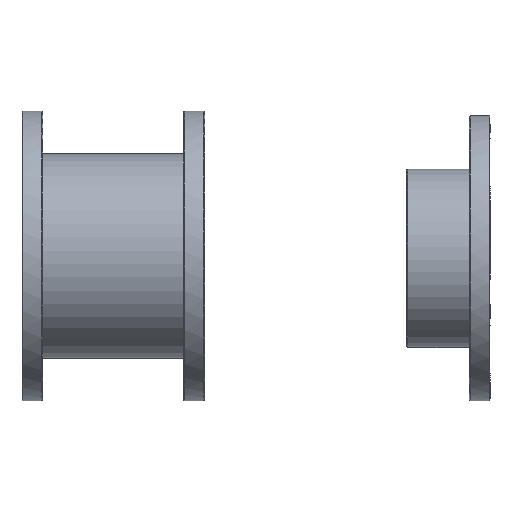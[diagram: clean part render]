
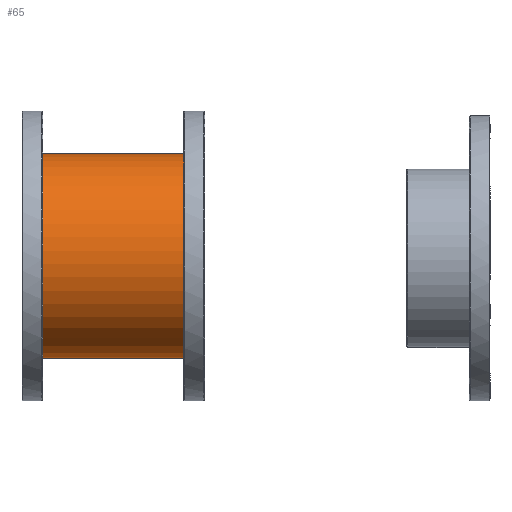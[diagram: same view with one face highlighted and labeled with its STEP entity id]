
A CAD part, top view. The second image highlights one B-rep face of the part: STEP entity #65.
In plain terms, the highlighted free-form (B-spline) face has degree [2, 1] with [5, 2] control points.
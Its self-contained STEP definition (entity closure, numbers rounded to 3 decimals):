
#65 = ADVANCED_FACE('',(#66),#102,.T.);
#66 = FACE_BOUND('',#67,.T.);
#67 = EDGE_LOOP('',(#68,#77,#87,#94));
#68 = ORIENTED_EDGE('',*,*,#69,.F.);
#69 = EDGE_CURVE('',#70,#72,#74,.T.);
#70 = VERTEX_POINT('',#71);
#71 = CARTESIAN_POINT('',(-203211.737,183974.475,
    22.343));
#72 = VERTEX_POINT('',#73);
#73 = CARTESIAN_POINT('',(-202756.851,183974.475,
    22.343));
#74 = B_SPLINE_CURVE_WITH_KNOTS('',1,(#75,#76),.UNSPECIFIED.,.F.,.F.,(2,
    2),(0.,431.8),.PIECEWISE_BEZIER_KNOTS.);
#75 = CARTESIAN_POINT('',(-203211.737,183974.475,
    22.343));
#76 = CARTESIAN_POINT('',(-202756.851,183974.475,
    22.343));
#77 = ORIENTED_EDGE('',*,*,#78,.F.);
#78 = EDGE_CURVE('',#79,#70,#81,.T.);
#79 = VERTEX_POINT('',#80);
#80 = CARTESIAN_POINT('',(-203211.737,183316.227,
    22.343));
#81 = ( BOUNDED_CURVE() B_SPLINE_CURVE(2,(#82,#83,#84,#85,#86),
.UNSPECIFIED.,.F.,.F.) B_SPLINE_CURVE_WITH_KNOTS((3,2,3),(3.142,
4.712,6.283),.PIECEWISE_BEZIER_KNOTS.) CURVE() 
GEOMETRIC_REPRESENTATION_ITEM() RATIONAL_B_SPLINE_CURVE((1.,
0.707,1.,0.707,1.)) REPRESENTATION_ITEM('') );
#82 = CARTESIAN_POINT('',(-203211.737,183316.227,
    22.343));
#83 = CARTESIAN_POINT('',(-203211.737,183316.227,
    351.467));
#84 = CARTESIAN_POINT('',(-203211.737,183645.351,
    351.467));
#85 = CARTESIAN_POINT('',(-203211.737,183974.475,
    351.467));
#86 = CARTESIAN_POINT('',(-203211.737,183974.475,
    22.343));
#87 = ORIENTED_EDGE('',*,*,#88,.T.);
#88 = EDGE_CURVE('',#79,#89,#91,.T.);
#89 = VERTEX_POINT('',#90);
#90 = CARTESIAN_POINT('',(-202756.851,183316.227,
    22.343));
#91 = B_SPLINE_CURVE_WITH_KNOTS('',1,(#92,#93),.UNSPECIFIED.,.F.,.F.,(2,
    2),(0.,431.8),.PIECEWISE_BEZIER_KNOTS.);
#92 = CARTESIAN_POINT('',(-203211.737,183316.227,
    22.343));
#93 = CARTESIAN_POINT('',(-202756.851,183316.227,
    22.343));
#94 = ORIENTED_EDGE('',*,*,#95,.T.);
#95 = EDGE_CURVE('',#89,#72,#96,.T.);
#96 = ( BOUNDED_CURVE() B_SPLINE_CURVE(2,(#97,#98,#99,#100,#101),
.UNSPECIFIED.,.F.,.F.) B_SPLINE_CURVE_WITH_KNOTS((3,2,3),(3.142,
4.712,6.283),.PIECEWISE_BEZIER_KNOTS.) CURVE() 
GEOMETRIC_REPRESENTATION_ITEM() RATIONAL_B_SPLINE_CURVE((1.,
0.707,1.,0.707,1.)) REPRESENTATION_ITEM('') );
#97 = CARTESIAN_POINT('',(-202756.851,183316.227,
    22.343));
#98 = CARTESIAN_POINT('',(-202756.851,183316.227,
    351.467));
#99 = CARTESIAN_POINT('',(-202756.851,183645.351,
    351.467));
#100 = CARTESIAN_POINT('',(-202756.851,183974.475,
    351.467));
#101 = CARTESIAN_POINT('',(-202756.851,183974.475,
    22.343));
#102 = ( BOUNDED_SURFACE() B_SPLINE_SURFACE(2,1,(
    (#103,#104)
    ,(#105,#106)
    ,(#107,#108)
    ,(#109,#110)
,(#111,#112
    )),.UNSPECIFIED.,.F.,.F.,.F.) B_SPLINE_SURFACE_WITH_KNOTS((3,2,3),(2
    ,2),(3.142,4.712,6.283),(-215.9,
    215.9),.PIECEWISE_BEZIER_KNOTS.) 
GEOMETRIC_REPRESENTATION_ITEM() RATIONAL_B_SPLINE_SURFACE((
    (1.,1.)
    ,(0.707,0.707)
    ,(1.,1.)
    ,(0.707,0.707)
,(1.,1.))) REPRESENTATION_ITEM('') SURFACE() );
#103 = CARTESIAN_POINT('',(-202756.851,183316.227,
    22.343));
#104 = CARTESIAN_POINT('',(-203211.737,183316.227,
    22.343));
#105 = CARTESIAN_POINT('',(-202756.851,183316.227,
    351.467));
#106 = CARTESIAN_POINT('',(-203211.737,183316.227,
    351.467));
#107 = CARTESIAN_POINT('',(-202756.851,183645.351,
    351.467));
#108 = CARTESIAN_POINT('',(-203211.737,183645.351,
    351.467));
#109 = CARTESIAN_POINT('',(-202756.851,183974.475,
    351.467));
#110 = CARTESIAN_POINT('',(-203211.737,183974.475,
    351.467));
#111 = CARTESIAN_POINT('',(-202756.851,183974.475,
    22.343));
#112 = CARTESIAN_POINT('',(-203211.737,183974.475,
    22.343));
